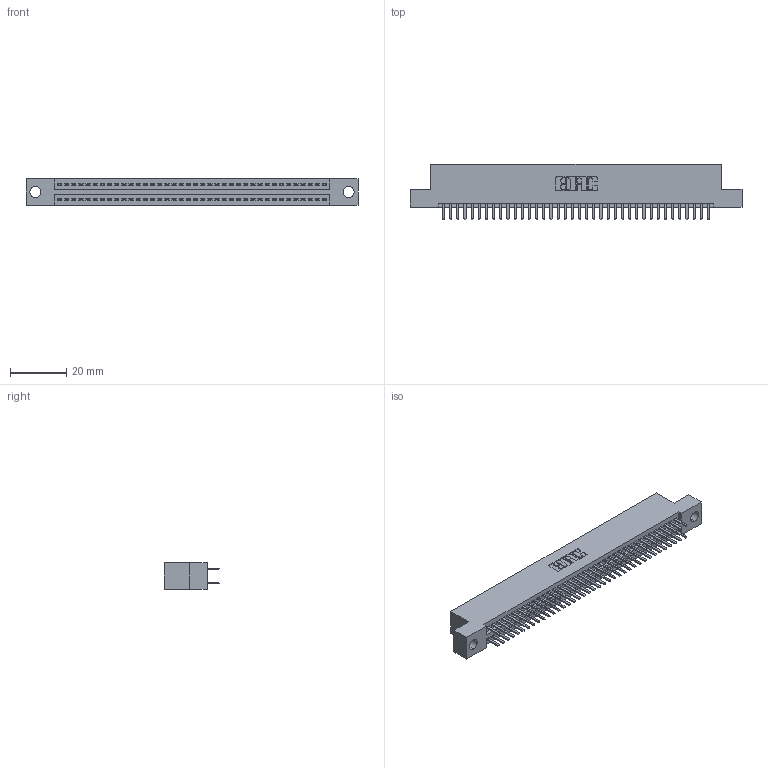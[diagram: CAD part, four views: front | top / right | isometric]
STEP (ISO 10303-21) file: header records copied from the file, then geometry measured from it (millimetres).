
FILE_DESCRIPTION (( 'STEP AP203' ), '1' );
FILE_NAME ('395-076-520-204.STEP', '2021-06-17T05:50:04', ( '' ), ( '' ), 'SwSTEP 2.0', 'SolidWorks 2020', '' );
FILE_SCHEMA (( 'CONFIG_CONTROL_DESIGN' ));
Length unit declared in the file: inch
Products named in the file (3): 395-076-520-204; 345-292-001_345-293-120; 345 Part_Flush Mounting Lugs - 0.156 Dia-TI
Assembly tree (77 placements, depth 2):
  395-076-520-204
    345 Part_Flush Mounting Lugs - 0.156 Dia-TI
    345-292-001_345-293-120  x76
Bounding box: 117.73 x 19.68 x 9.4 mm (x, y, z)
Volume: 11259.8 mm3; surface area: 16347 mm2
Topology: 77 solids, 77 shells, 4244 faces, 12309 edges, 8002 vertices
Faces by surface type: plane 2754, cylinder 1490
Entity records: 30887 total; most frequent: CARTESIAN_POINT 5198, ORIENTED_EDGE 5118, DIRECTION 4575, EDGE_CURVE 2559, LINE 2271, VECTOR 2271, VERTEX_POINT 1702, AXIS2_PLACEMENT_3D 1152
